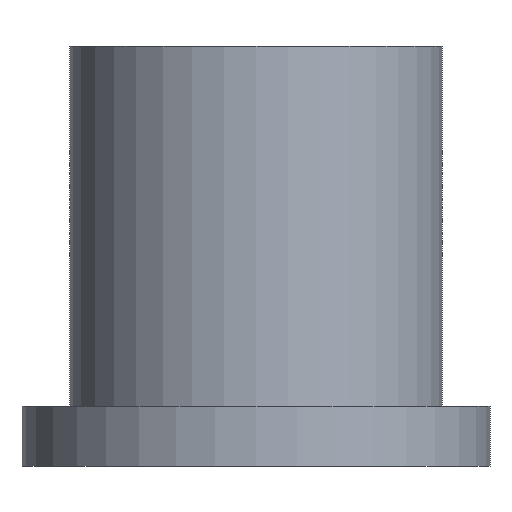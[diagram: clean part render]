
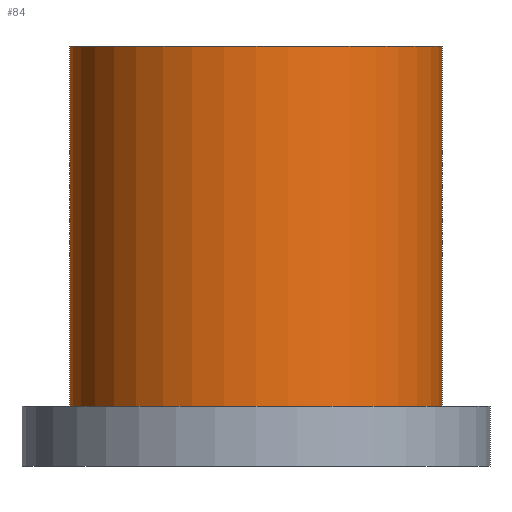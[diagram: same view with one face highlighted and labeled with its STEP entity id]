
A CAD part, front view. The second image highlights one B-rep face of the part: STEP entity #84.
In plain terms, the highlighted cylindrical face has radius 1.55 mm (diameter 3.1 mm), a full revolution.
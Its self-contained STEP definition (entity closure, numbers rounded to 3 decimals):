
#21=FACE_OUTER_BOUND('',#27,.T.);
#27=EDGE_LOOP('',(#63,#64,#65,#66));
#36=LINE('',#150,#39);
#39=VECTOR('',#122,1.55);
#42=CIRCLE('',#105,1.55);
#43=CIRCLE('',#106,1.55);
#48=VERTEX_POINT('',#147);
#49=VERTEX_POINT('',#149);
#54=EDGE_CURVE('',#48,#48,#42,.T.);
#55=EDGE_CURVE('',#48,#49,#36,.T.);
#56=EDGE_CURVE('',#49,#49,#43,.T.);
#63=ORIENTED_EDGE('',*,*,#54,.F.);
#64=ORIENTED_EDGE('',*,*,#55,.T.);
#65=ORIENTED_EDGE('',*,*,#56,.F.);
#66=ORIENTED_EDGE('',*,*,#55,.F.);
#81=CYLINDRICAL_SURFACE('',#104,1.55);
#84=ADVANCED_FACE('',(#21),#81,.T.);
#104=AXIS2_PLACEMENT_3D('',#146,#118,#119);
#105=AXIS2_PLACEMENT_3D('',#148,#120,#121);
#106=AXIS2_PLACEMENT_3D('',#151,#123,#124);
#118=DIRECTION('center_axis',(0.,0.,1.));
#119=DIRECTION('ref_axis',(1.,0.,0.));
#120=DIRECTION('center_axis',(0.,0.,1.));
#121=DIRECTION('ref_axis',(1.,0.,0.));
#122=DIRECTION('',(0.,0.,-1.));
#123=DIRECTION('center_axis',(0.,0.,-1.));
#124=DIRECTION('ref_axis',(1.,0.,0.));
#146=CARTESIAN_POINT('Origin',(0.,0.,0.));
#147=CARTESIAN_POINT('',(-1.55,0.,3.5));
#148=CARTESIAN_POINT('Origin',(0.,0.,3.5));
#149=CARTESIAN_POINT('',(-1.55,0.,0.5));
#150=CARTESIAN_POINT('',(-1.55,0.,0.));
#151=CARTESIAN_POINT('Origin',(0.,0.,0.5));
